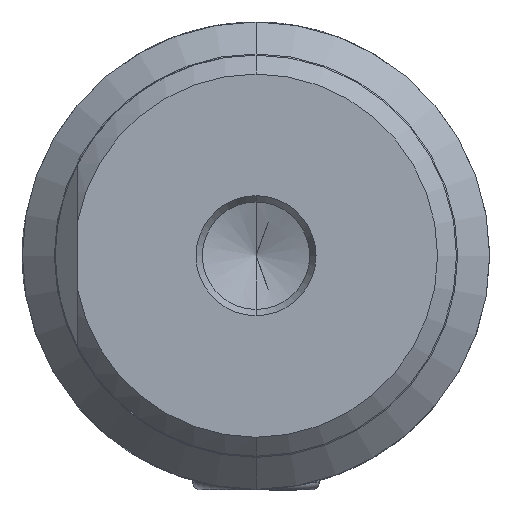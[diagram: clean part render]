
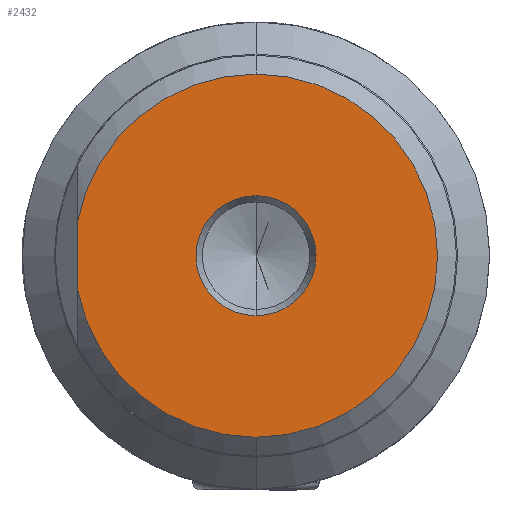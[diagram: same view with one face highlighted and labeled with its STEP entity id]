
A CAD part, left-side view. The second image highlights one B-rep face of the part: STEP entity #2432.
In plain terms, the highlighted planar face has unit normal (-1, 0, 0).
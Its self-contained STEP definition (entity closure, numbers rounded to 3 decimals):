
#134 = CARTESIAN_POINT ( 'NONE',  ( -186., 0., 0. ) ) ;
#406 = DIRECTION ( 'NONE',  ( -1., 0., 0. ) ) ;
#974 = EDGE_CURVE ( 'NONE', #8654, #15220, #9300, .T. ) ;
#1173 = ORIENTED_EDGE ( 'NONE', *, *, #974, .T. ) ;
#1362 = AXIS2_PLACEMENT_3D ( 'NONE', #16612, #9701, #17110 ) ;
#1966 = CIRCLE ( 'NONE', #15947, 4.75 ) ;
#2236 = CARTESIAN_POINT ( 'NONE',  ( -186., 14.125, -2.669 ) ) ;
#2432 = ADVANCED_FACE ( 'NONE', ( #9522, #18751 ), #5501, .F. ) ;
#3234 = AXIS2_PLACEMENT_3D ( 'NONE', #22783, #406, #22292 ) ;
#3486 = DIRECTION ( 'NONE',  ( -1., 0., 0. ) ) ;
#3649 = CARTESIAN_POINT ( 'NONE',  ( -186., 14.125, 2.669 ) ) ;
#4672 = DIRECTION ( 'NONE',  ( 0., 0., 1. ) ) ;
#5501 = PLANE ( 'NONE',  #6828 ) ;
#6381 = CIRCLE ( 'NONE', #1362, 14.375 ) ;
#6492 = AXIS2_PLACEMENT_3D ( 'NONE', #9095, #3486, #9453 ) ;
#6828 = AXIS2_PLACEMENT_3D ( 'NONE', #9403, #13302, #18511 ) ;
#7913 = EDGE_CURVE ( 'NONE', #19830, #16082, #1966, .T. ) ;
#8654 = VERTEX_POINT ( 'NONE', #2236 ) ;
#9095 = CARTESIAN_POINT ( 'NONE',  ( -186., 0., 0. ) ) ;
#9250 = DIRECTION ( 'NONE',  ( 0., 0., 1. ) ) ;
#9300 = CIRCLE ( 'NONE', #10093, 14.375 ) ;
#9403 = CARTESIAN_POINT ( 'NONE',  ( -186., 14.375, 0. ) ) ;
#9453 = DIRECTION ( 'NONE',  ( 0., 0., 1. ) ) ;
#9487 = EDGE_CURVE ( 'NONE', #8654, #19667, #16323, .T. ) ;
#9522 = FACE_BOUND ( 'NONE', #16640, .T. ) ;
#9701 = DIRECTION ( 'NONE',  ( -1., 0., 0. ) ) ;
#9878 = DIRECTION ( 'NONE',  ( 0., 0., 1. ) ) ;
#9896 = EDGE_CURVE ( 'NONE', #15220, #20780, #6381, .T. ) ;
#10093 = AXIS2_PLACEMENT_3D ( 'NONE', #134, #20437, #9250 ) ;
#11029 = ORIENTED_EDGE ( 'NONE', *, *, #7913, .F. ) ;
#13302 = DIRECTION ( 'NONE',  ( 1., 0., 0. ) ) ;
#13507 = CIRCLE ( 'NONE', #6492, 4.75 ) ;
#13643 = CARTESIAN_POINT ( 'NONE',  ( -186., 0., 0. ) ) ;
#14065 = VECTOR ( 'NONE', #4672, 1000. ) ;
#14387 = CARTESIAN_POINT ( 'NONE',  ( -186., 14.125, -18.5 ) ) ;
#15095 = ORIENTED_EDGE ( 'NONE', *, *, #9487, .F. ) ;
#15167 = CARTESIAN_POINT ( 'NONE',  ( -186., 0., -4.75 ) ) ;
#15220 = VERTEX_POINT ( 'NONE', #22532 ) ;
#15310 = EDGE_CURVE ( 'NONE', #20780, #19667, #17613, .T. ) ;
#15695 = DIRECTION ( 'NONE',  ( -1., 0., 0. ) ) ;
#15947 = AXIS2_PLACEMENT_3D ( 'NONE', #13643, #15695, #9878 ) ;
#16082 = VERTEX_POINT ( 'NONE', #15167 ) ;
#16323 = LINE ( 'NONE', #14387, #14065 ) ;
#16612 = CARTESIAN_POINT ( 'NONE',  ( -186., 0., 0. ) ) ;
#16640 = EDGE_LOOP ( 'NONE', ( #11029, #23439 ) ) ;
#16789 = CARTESIAN_POINT ( 'NONE',  ( -186., 0., 4.75 ) ) ;
#17110 = DIRECTION ( 'NONE',  ( 0., 0., 1. ) ) ;
#17254 = CARTESIAN_POINT ( 'NONE',  ( -186., 0., 14.375 ) ) ;
#17613 = CIRCLE ( 'NONE', #3234, 14.375 ) ;
#18407 = ORIENTED_EDGE ( 'NONE', *, *, #15310, .T. ) ;
#18511 = DIRECTION ( 'NONE',  ( 0., 0., -1. ) ) ;
#18751 = FACE_OUTER_BOUND ( 'NONE', #22770, .T. ) ;
#19667 = VERTEX_POINT ( 'NONE', #3649 ) ;
#19830 = VERTEX_POINT ( 'NONE', #16789 ) ;
#20437 = DIRECTION ( 'NONE',  ( -1., 0., 0. ) ) ;
#20780 = VERTEX_POINT ( 'NONE', #17254 ) ;
#21074 = EDGE_CURVE ( 'NONE', #16082, #19830, #13507, .T. ) ;
#22292 = DIRECTION ( 'NONE',  ( 0., 0., 1. ) ) ;
#22532 = CARTESIAN_POINT ( 'NONE',  ( -186., 0., -14.375 ) ) ;
#22770 = EDGE_LOOP ( 'NONE', ( #1173, #23024, #18407, #15095 ) ) ;
#22783 = CARTESIAN_POINT ( 'NONE',  ( -186., 0., 0. ) ) ;
#23024 = ORIENTED_EDGE ( 'NONE', *, *, #9896, .T. ) ;
#23439 = ORIENTED_EDGE ( 'NONE', *, *, #21074, .F. ) ;
